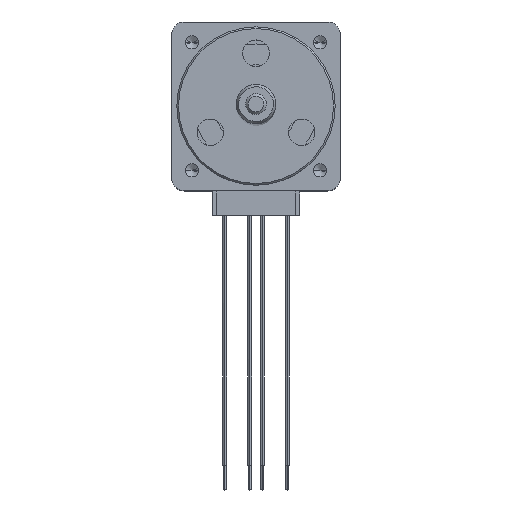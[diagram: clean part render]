
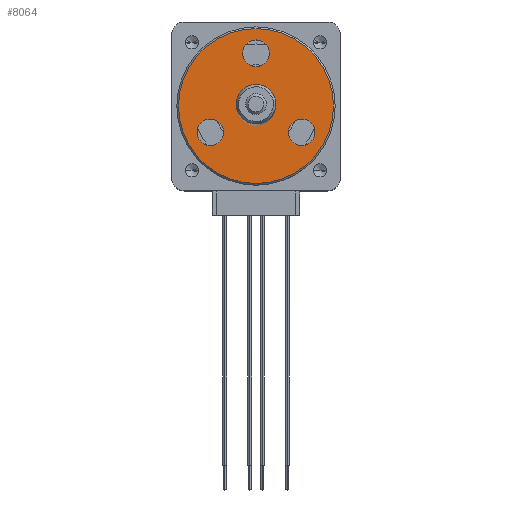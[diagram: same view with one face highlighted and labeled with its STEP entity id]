
A CAD part, top view. The second image highlights one B-rep face of the part: STEP entity #8064.
In plain terms, the highlighted planar face has unit normal (0, 0, 1).
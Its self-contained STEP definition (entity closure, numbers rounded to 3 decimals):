
#74 = DIRECTION ( 'NONE',  ( -1., 0., 0. ) ) ;
#111 = EDGE_CURVE ( 'NONE', #4128, #1344, #5318, .T. ) ;
#119 = VERTEX_POINT ( 'NONE', #3473 ) ;
#280 = EDGE_CURVE ( 'NONE', #119, #1228, #5811, .T. ) ;
#479 = AXIS2_PLACEMENT_3D ( 'NONE', #3488, #7932, #4120 ) ;
#609 = EDGE_LOOP ( 'NONE', ( #736, #4006 ) ) ;
#714 = VERTEX_POINT ( 'NONE', #4068 ) ;
#736 = ORIENTED_EDGE ( 'NONE', *, *, #111, .T. ) ;
#784 = CARTESIAN_POINT ( 'NONE',  ( -1.909, 9.601, 63.1 ) ) ;
#851 = ORIENTED_EDGE ( 'NONE', *, *, #7842, .T. ) ;
#862 = CARTESIAN_POINT ( 'NONE',  ( 3.59, 0.076, 63.1 ) ) ;
#907 = EDGE_LOOP ( 'NONE', ( #937, #4051 ) ) ;
#937 = ORIENTED_EDGE ( 'NONE', *, *, #280, .T. ) ;
#1194 = ORIENTED_EDGE ( 'NONE', *, *, #6472, .T. ) ;
#1200 = AXIS2_PLACEMENT_3D ( 'NONE', #1947, #1911, #1886 ) ;
#1228 = VERTEX_POINT ( 'NONE', #5303 ) ;
#1300 = CARTESIAN_POINT ( 'NONE',  ( -1.909, 3.251, 63.1 ) ) ;
#1344 = VERTEX_POINT ( 'NONE', #7795 ) ;
#1427 = DIRECTION ( 'NONE',  ( -1., 0., 0. ) ) ;
#1438 = CARTESIAN_POINT ( 'NONE',  ( -11.234, 3.251, 63.1 ) ) ;
#1469 = CARTESIAN_POINT ( 'NONE',  ( -0.359, 3.251, 63.1 ) ) ;
#1481 = FACE_OUTER_BOUND ( 'NONE', #609, .T. ) ;
#1496 = DIRECTION ( 'NONE',  ( -1., 0., 0. ) ) ;
#1525 = CIRCLE ( 'NONE', #1200, 1.6 ) ;
#1612 = EDGE_LOOP ( 'NONE', ( #4606, #3132 ) ) ;
#1630 = AXIS2_PLACEMENT_3D ( 'NONE', #7929, #7923, #7907 ) ;
#1670 = EDGE_CURVE ( 'NONE', #1228, #119, #1525, .T. ) ;
#1734 = PLANE ( 'NONE',  #3098 ) ;
#1849 = EDGE_CURVE ( 'NONE', #8227, #7827, #5434, .T. ) ;
#1886 = DIRECTION ( 'NONE',  ( -1., 0., 0. ) ) ;
#1894 = FACE_BOUND ( 'NONE', #907, .T. ) ;
#1911 = DIRECTION ( 'NONE',  ( 0., 0., -1. ) ) ;
#1918 = VERTEX_POINT ( 'NONE', #5925 ) ;
#1947 = CARTESIAN_POINT ( 'NONE',  ( -7.408, 0.076, 63.1 ) ) ;
#1955 = AXIS2_PLACEMENT_3D ( 'NONE', #784, #5268, #1427 ) ;
#1957 = DIRECTION ( 'NONE',  ( -1., 0., 0. ) ) ;
#2118 = DIRECTION ( 'NONE',  ( 0., 0., -1. ) ) ;
#2183 = DIRECTION ( 'NONE',  ( -1., 0., 0. ) ) ;
#2211 = DIRECTION ( 'NONE',  ( 0., 0., -1. ) ) ;
#2228 = CARTESIAN_POINT ( 'NONE',  ( 1.99, 0.076, 63.1 ) ) ;
#2292 = CARTESIAN_POINT ( 'NONE',  ( -1.909, 3.251, 63.1 ) ) ;
#2507 = CIRCLE ( 'NONE', #6209, 1.6 ) ;
#2566 = CIRCLE ( 'NONE', #4604, 1.6 ) ;
#3019 = DIRECTION ( 'NONE',  ( 0., 0., -1. ) ) ;
#3098 = AXIS2_PLACEMENT_3D ( 'NONE', #5571, #3019, #7496 ) ;
#3132 = ORIENTED_EDGE ( 'NONE', *, *, #1849, .T. ) ;
#3169 = DIRECTION ( 'NONE',  ( -1., 0., 0. ) ) ;
#3170 = EDGE_CURVE ( 'NONE', #1918, #3708, #6013, .T. ) ;
#3199 = DIRECTION ( 'NONE',  ( 0., 0., 1. ) ) ;
#3293 = CIRCLE ( 'NONE', #4106, 1.6 ) ;
#3304 = CIRCLE ( 'NONE', #7168, 9.325 ) ;
#3334 = CARTESIAN_POINT ( 'NONE',  ( -1.909, 3.251, 63.1 ) ) ;
#3457 = CARTESIAN_POINT ( 'NONE',  ( -3.509, 9.601, 63.1 ) ) ;
#3473 = CARTESIAN_POINT ( 'NONE',  ( -9.008, 0.076, 63.1 ) ) ;
#3488 = CARTESIAN_POINT ( 'NONE',  ( -1.909, 3.251, 63.1 ) ) ;
#3512 = AXIS2_PLACEMENT_3D ( 'NONE', #3334, #3199, #3169 ) ;
#3708 = VERTEX_POINT ( 'NONE', #3457 ) ;
#3799 = FACE_BOUND ( 'NONE', #5908, .T. ) ;
#3905 = DIRECTION ( 'NONE',  ( 0., 0., -1. ) ) ;
#3993 = EDGE_CURVE ( 'NONE', #1344, #4128, #3304, .T. ) ;
#4006 = ORIENTED_EDGE ( 'NONE', *, *, #3993, .T. ) ;
#4051 = ORIENTED_EDGE ( 'NONE', *, *, #1670, .T. ) ;
#4068 = CARTESIAN_POINT ( 'NONE',  ( 5.19, 0.076, 63.1 ) ) ;
#4106 = AXIS2_PLACEMENT_3D ( 'NONE', #862, #5345, #1496 ) ;
#4120 = DIRECTION ( 'NONE',  ( -1., 0., 0. ) ) ;
#4128 = VERTEX_POINT ( 'NONE', #1438 ) ;
#4145 = EDGE_CURVE ( 'NONE', #7302, #714, #2507, .T. ) ;
#4523 = ORIENTED_EDGE ( 'NONE', *, *, #4145, .T. ) ;
#4604 = AXIS2_PLACEMENT_3D ( 'NONE', #7738, #3905, #74 ) ;
#4606 = ORIENTED_EDGE ( 'NONE', *, *, #6164, .T. ) ;
#4920 = CARTESIAN_POINT ( 'NONE',  ( -3.459, 3.251, 63.1 ) ) ;
#5268 = DIRECTION ( 'NONE',  ( 0., 0., -1. ) ) ;
#5303 = CARTESIAN_POINT ( 'NONE',  ( -5.808, 0.076, 63.1 ) ) ;
#5318 = CIRCLE ( 'NONE', #3512, 9.325 ) ;
#5345 = DIRECTION ( 'NONE',  ( 0., 0., -1. ) ) ;
#5434 = CIRCLE ( 'NONE', #7201, 1.55 ) ;
#5571 = CARTESIAN_POINT ( 'NONE',  ( -1.909, 3.251, 63.1 ) ) ;
#5781 = DIRECTION ( 'NONE',  ( 0., 0., 1. ) ) ;
#5811 = CIRCLE ( 'NONE', #1630, 1.6 ) ;
#5908 = EDGE_LOOP ( 'NONE', ( #4523, #851 ) ) ;
#5925 = CARTESIAN_POINT ( 'NONE',  ( -0.309, 9.601, 63.1 ) ) ;
#5957 = CARTESIAN_POINT ( 'NONE',  ( 3.59, 0.076, 63.1 ) ) ;
#6013 = CIRCLE ( 'NONE', #1955, 1.6 ) ;
#6017 = EDGE_LOOP ( 'NONE', ( #1194, #7562 ) ) ;
#6164 = EDGE_CURVE ( 'NONE', #7827, #8227, #6701, .T. ) ;
#6209 = AXIS2_PLACEMENT_3D ( 'NONE', #5957, #2118, #6610 ) ;
#6472 = EDGE_CURVE ( 'NONE', #3708, #1918, #2566, .T. ) ;
#6610 = DIRECTION ( 'NONE',  ( -1., 0., 0. ) ) ;
#6615 = FACE_BOUND ( 'NONE', #1612, .T. ) ;
#6701 = CIRCLE ( 'NONE', #479, 1.55 ) ;
#7168 = AXIS2_PLACEMENT_3D ( 'NONE', #1300, #5781, #1957 ) ;
#7201 = AXIS2_PLACEMENT_3D ( 'NONE', #2292, #2211, #2183 ) ;
#7302 = VERTEX_POINT ( 'NONE', #2228 ) ;
#7496 = DIRECTION ( 'NONE',  ( -1., 0., 0. ) ) ;
#7562 = ORIENTED_EDGE ( 'NONE', *, *, #3170, .T. ) ;
#7738 = CARTESIAN_POINT ( 'NONE',  ( -1.909, 9.601, 63.1 ) ) ;
#7795 = CARTESIAN_POINT ( 'NONE',  ( 7.416, 3.251, 63.1 ) ) ;
#7827 = VERTEX_POINT ( 'NONE', #1469 ) ;
#7842 = EDGE_CURVE ( 'NONE', #714, #7302, #3293, .T. ) ;
#7907 = DIRECTION ( 'NONE',  ( -1., 0., 0. ) ) ;
#7923 = DIRECTION ( 'NONE',  ( 0., 0., -1. ) ) ;
#7929 = CARTESIAN_POINT ( 'NONE',  ( -7.408, 0.076, 63.1 ) ) ;
#7932 = DIRECTION ( 'NONE',  ( 0., 0., -1. ) ) ;
#8064 = ADVANCED_FACE ( 'NONE', ( #6615, #1481, #3799, #1894, #8066 ), #1734, .F. ) ;
#8066 = FACE_BOUND ( 'NONE', #6017, .T. ) ;
#8227 = VERTEX_POINT ( 'NONE', #4920 ) ;
